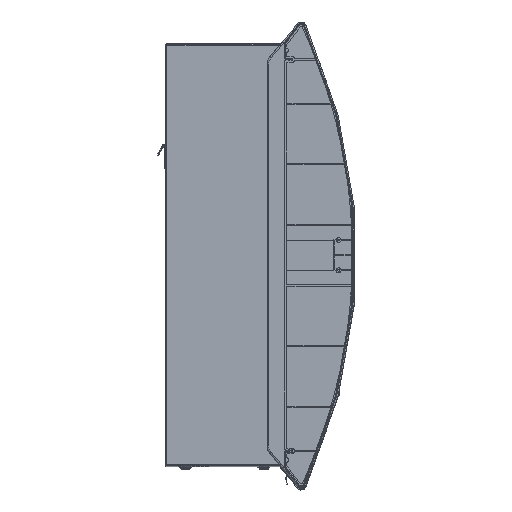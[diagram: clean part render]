
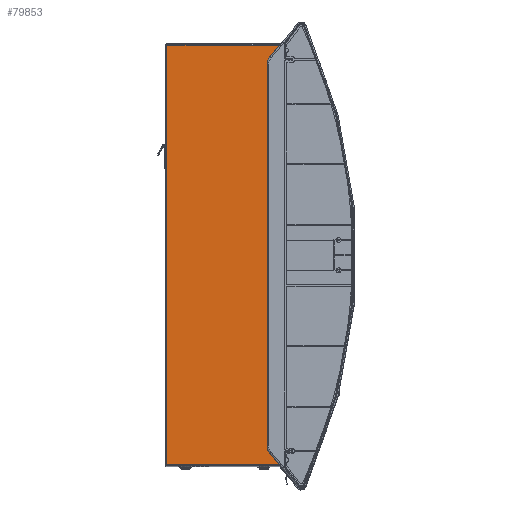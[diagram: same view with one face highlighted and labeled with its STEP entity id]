
A CAD part, top view. The second image highlights one B-rep face of the part: STEP entity #79853.
In plain terms, the highlighted planar face has unit normal (0, 0, 1).
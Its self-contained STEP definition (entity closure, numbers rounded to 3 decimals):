
#324 = AXIS2_PLACEMENT_3D ( 'NONE', #245878, #268285, #271468 ) ;
#2478 = FACE_OUTER_BOUND ( 'NONE', #220712, .T. ) ;
#38045 = DIRECTION ( 'NONE',  ( 0., -1., 0. ) ) ;
#43924 = VERTEX_POINT ( 'NONE', #225628 ) ;
#50491 = PLANE ( 'NONE',  #324 ) ;
#62438 = ORIENTED_EDGE ( 'NONE', *, *, #208375, .F. ) ;
#62900 = LINE ( 'NONE', #211736, #185284 ) ;
#70740 = ORIENTED_EDGE ( 'NONE', *, *, #158282, .F. ) ;
#70961 = DIRECTION ( 'NONE',  ( 0., 1., 0. ) ) ;
#79853 = ADVANCED_FACE ( 'NONE', ( #2478 ), #50491, .T. ) ;
#104850 = VERTEX_POINT ( 'NONE', #112024 ) ;
#112024 = CARTESIAN_POINT ( 'NONE',  ( -301.717, 403.959, 912.429 ) ) ;
#114373 = VERTEX_POINT ( 'NONE', #119999 ) ;
#114784 = LINE ( 'NONE', #212402, #270098 ) ;
#115703 = CARTESIAN_POINT ( 'NONE',  ( -301.717, -287.041, 912.429 ) ) ;
#119299 = VERTEX_POINT ( 'NONE', #115703 ) ;
#119999 = CARTESIAN_POINT ( 'NONE',  ( -492.717, -287.041, 912.429 ) ) ;
#122111 = EDGE_CURVE ( 'NONE', #104850, #119299, #114784, .T. ) ;
#135130 = LINE ( 'NONE', #253703, #158615 ) ;
#158282 = EDGE_CURVE ( 'NONE', #43924, #104850, #135130, .T. ) ;
#158615 = VECTOR ( 'NONE', #210293, 1000. ) ;
#160515 = DIRECTION ( 'NONE',  ( -1., 0., 0. ) ) ;
#165392 = CARTESIAN_POINT ( 'NONE',  ( -492.717, 403.959, 912.429 ) ) ;
#185284 = VECTOR ( 'NONE', #160515, 1000. ) ;
#208375 = EDGE_CURVE ( 'NONE', #119299, #114373, #62900, .T. ) ;
#210293 = DIRECTION ( 'NONE',  ( 1., 0., 0. ) ) ;
#211736 = CARTESIAN_POINT ( 'NONE',  ( -492.717, -287.041, 912.429 ) ) ;
#212402 = CARTESIAN_POINT ( 'NONE',  ( -301.717, 403.959, 912.429 ) ) ;
#220712 = EDGE_LOOP ( 'NONE', ( #289696, #62438, #307206, #70740 ) ) ;
#224792 = EDGE_CURVE ( 'NONE', #114373, #43924, #290348, .T. ) ;
#225628 = CARTESIAN_POINT ( 'NONE',  ( -492.717, 403.959, 912.429 ) ) ;
#245076 = VECTOR ( 'NONE', #70961, 1000. ) ;
#245878 = CARTESIAN_POINT ( 'NONE',  ( -492.717, -287.041, 912.429 ) ) ;
#253703 = CARTESIAN_POINT ( 'NONE',  ( -492.717, 403.959, 912.429 ) ) ;
#268285 = DIRECTION ( 'NONE',  ( 0., 0., 1. ) ) ;
#270098 = VECTOR ( 'NONE', #38045, 1000. ) ;
#271468 = DIRECTION ( 'NONE',  ( -1., 0., 0. ) ) ;
#289696 = ORIENTED_EDGE ( 'NONE', *, *, #224792, .F. ) ;
#290348 = LINE ( 'NONE', #165392, #245076 ) ;
#307206 = ORIENTED_EDGE ( 'NONE', *, *, #122111, .F. ) ;
